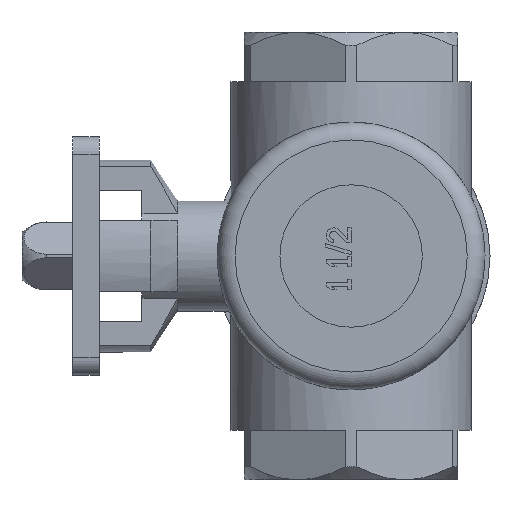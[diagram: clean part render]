
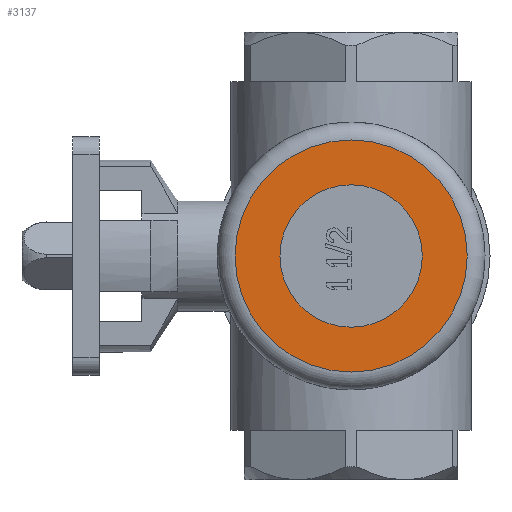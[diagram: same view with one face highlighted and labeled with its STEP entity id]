
A CAD part, left-side view. The second image highlights one B-rep face of the part: STEP entity #3137.
In plain terms, the highlighted planar face has unit normal (-1, 0, 0).
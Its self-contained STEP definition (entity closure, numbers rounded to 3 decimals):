
#242=CIRCLE('',#3426,32.6);
#243=CIRCLE('',#3428,20.);
#607=ORIENTED_EDGE('',*,*,#1455,.F.);
#608=ORIENTED_EDGE('',*,*,#1456,.T.);
#1455=EDGE_CURVE('',#1861,#1861,#242,.T.);
#1456=EDGE_CURVE('',#1862,#1862,#243,.T.);
#1861=VERTEX_POINT('',#5231);
#1862=VERTEX_POINT('',#5234);
#2571=EDGE_LOOP('',(#607));
#2572=EDGE_LOOP('',(#608));
#2812=FACE_BOUND('',#2571,.T.);
#2813=FACE_BOUND('',#2572,.T.);
#3009=PLANE('',#3427);
#3137=ADVANCED_FACE('',(#2812,#2813),#3009,.F.);
#3426=AXIS2_PLACEMENT_3D('',#5230,#4022,#4023);
#3427=AXIS2_PLACEMENT_3D('',#5232,#4024,#4025);
#3428=AXIS2_PLACEMENT_3D('',#5233,#4026,#4027);
#4022=DIRECTION('',(1.,0.,0.));
#4023=DIRECTION('',(0.,0.,-1.));
#4024=DIRECTION('',(1.,0.,0.));
#4025=DIRECTION('',(0.,0.,-1.));
#4026=DIRECTION('',(1.,0.,0.));
#4027=DIRECTION('',(0.,0.,-1.));
#5230=CARTESIAN_POINT('',(-42.5,0.,0.));
#5231=CARTESIAN_POINT('',(-42.5,0.,-32.6));
#5232=CARTESIAN_POINT('',(-42.5,0.,0.));
#5233=CARTESIAN_POINT('',(-42.5,0.,0.));
#5234=CARTESIAN_POINT('',(-42.5,0.,-20.));
